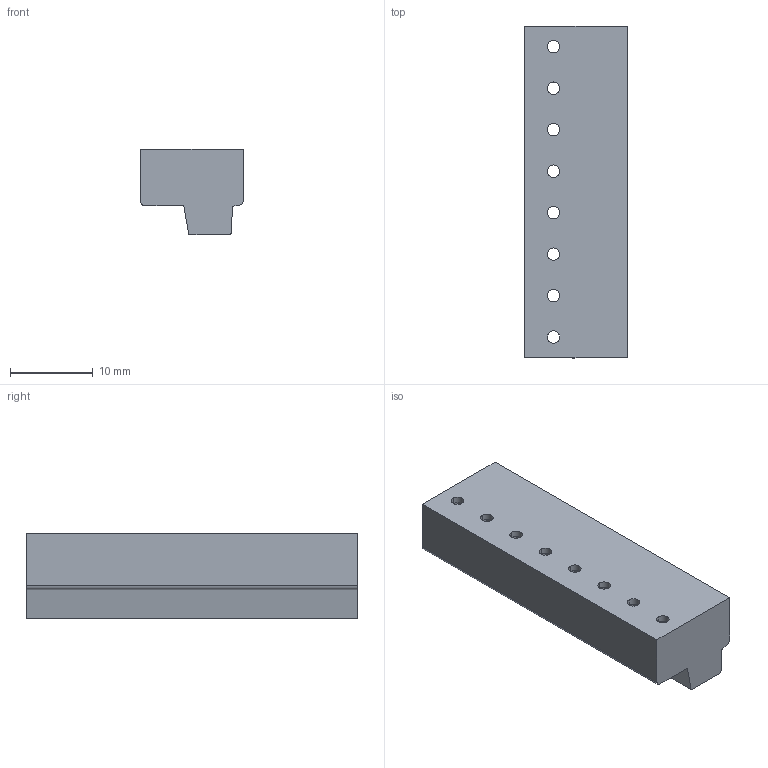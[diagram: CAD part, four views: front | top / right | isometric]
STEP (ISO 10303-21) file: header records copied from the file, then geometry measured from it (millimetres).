
FILE_DESCRIPTION((''),'2;1');
FILE_NAME('TL222T-XXP','2024-12-09T08:48:04',('sheji'),(''),'CREO PARAMETRIC BY PTC INC, 2018100','CREO PARAMETRIC BY PTC INC, 2018100','');
FILE_SCHEMA(('CONFIG_CONTROL_DESIGN'));
Length unit declared in the file: millimetre
Products named in the file (1): TL222T-XXP
Bounding box: 12.4 x 40 x 10.3 mm (x, y, z)
Volume: 3490.6 mm3; surface area: 3039.1 mm2
Topology: 1 solids, 1 shells, 446 faces, 1188 edges, 776 vertices
Faces by surface type: plane 370, cylinder 76
Entity records: 13762 total; most frequent: CARTESIAN_POINT 2410, ORIENTED_EDGE 2376, DIRECTION 2264, EDGE_CURVE 1188, VECTOR 1004, LINE 1004, VERTEX_POINT 776, AXIS2_PLACEMENT_3D 630
